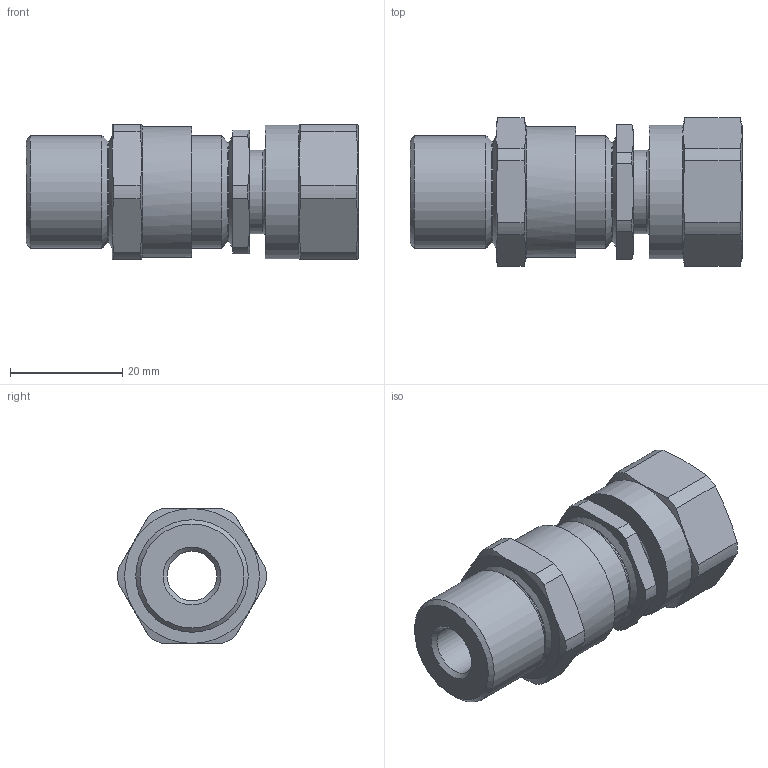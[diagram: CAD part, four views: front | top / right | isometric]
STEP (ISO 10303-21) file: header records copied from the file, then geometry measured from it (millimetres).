
FILE_DESCRIPTION (( 'STEP AP203' ), '1' );
FILE_NAME ('20S16A2FRC1RA.STEP', '2017-10-06T11:48:28', ( '' ), ( '' ), 'SwSTEP 2.0', 'SolidWorks 2017', '' );
FILE_SCHEMA (( 'CONFIG_CONTROL_DESIGN' ));
Length unit declared in the file: millimetre
Products named in the file (1): 20S16A2FRC1RA
Bounding box: 59.06 x 26.39 x 24 mm (x, y, z)
Surface area: 7504.2 mm2 (no closed solid volume)
Topology: 0 solids, 3 shells, 76 faces, 187 edges, 118 vertices
Faces by surface type: cylinder 27, plane 25, cone 23, torus 1
Full cylindrical faces by diameter (mm): 8.8 x1, 14.8 x1, 17.718 x1, 17.971 x1, 18 x1, 20 x2, 23.3 x1, 23.8 x1
Entity records: 2251 total; most frequent: CARTESIAN_POINT 519, DIRECTION 348, ORIENTED_EDGE 314, EDGE_CURVE 160, AXIS2_PLACEMENT_3D 153, VERTEX_POINT 112, EDGE_LOOP 104, FACE_OUTER_BOUND 86
